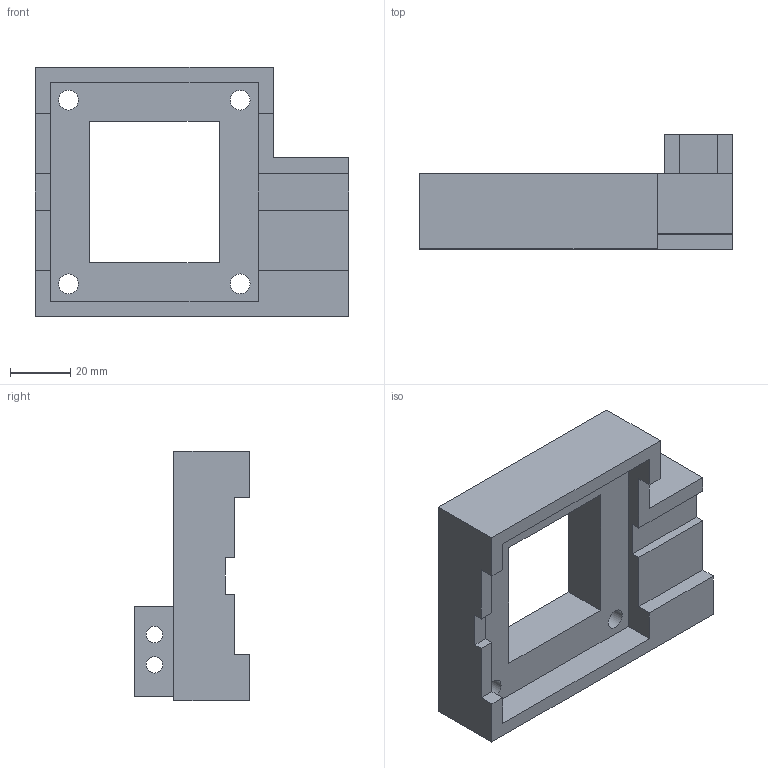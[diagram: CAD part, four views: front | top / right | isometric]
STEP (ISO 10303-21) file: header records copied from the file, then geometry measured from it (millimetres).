
FILE_DESCRIPTION(/* description */ (''),/* implementation_level */ '2;1');
FILE_NAME(/* name */ 'plate big.step',/* time_stamp */ '2025-03-11T01:19:32+01:00',/* author */ ('klawy'),/* organization */ (''),/* preprocessor_version */ 'ST-DEVELOPER v20',/* originating_system */ 'Autodesk Inventor 2025',/* authorisation */ '');
FILE_SCHEMA (('AUTOMOTIVE_DESIGN { 1 0 10303 214 3 1 1 }'));
Length unit declared in the file: millimetre
Products named in the file (1): plate big
Bounding box: 104.02 x 38 x 83.02 mm (x, y, z)
Volume: 108400.2 mm3; surface area: 29269 mm2
Topology: 1 solids, 1 shells, 56 faces, 151 edges, 103 vertices
Faces by surface type: plane 44, cylinder 12
Full cylindrical faces by diameter (mm): 5.5 x4, 6.6 x4, 11 x4
Entity records: 1831 total; most frequent: CARTESIAN_POINT 310, ORIENTED_EDGE 300, DIRECTION 288, EDGE_CURVE 150, LINE 126, VECTOR 126, VERTEX_POINT 100, AXIS2_PLACEMENT_3D 81
